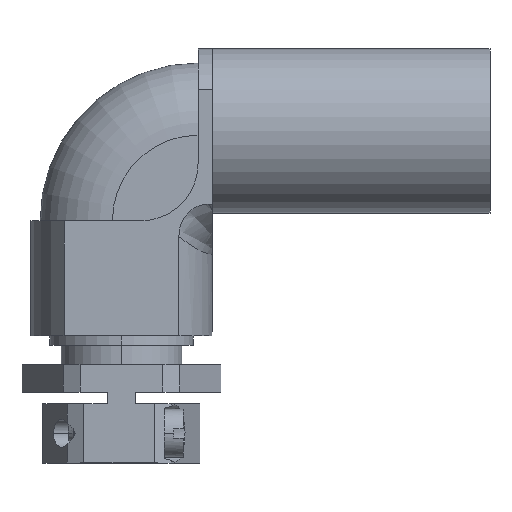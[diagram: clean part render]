
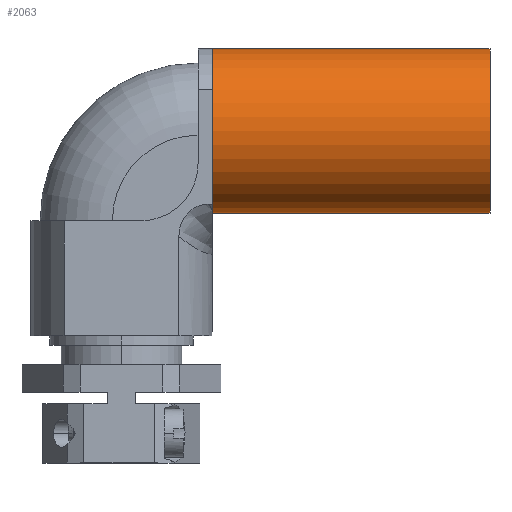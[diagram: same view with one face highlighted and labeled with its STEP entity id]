
A CAD part, top view. The second image highlights one B-rep face of the part: STEP entity #2063.
In plain terms, the highlighted cylindrical face has radius 8.6 mm (diameter 17.2 mm), a partial arc.
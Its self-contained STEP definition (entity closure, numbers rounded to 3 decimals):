
#131=CARTESIAN_POINT('',(9.5,21.4,0.));
#132=DIRECTION('',(1.,0.,0.));
#133=DIRECTION('',(0.,1.,0.));
#134=AXIS2_PLACEMENT_3D('',#131,#132,#133);
#141=CARTESIAN_POINT('',(38.5,21.4,0.));
#142=DIRECTION('',(1.,0.,0.));
#143=DIRECTION('',(0.,1.,0.));
#144=AXIS2_PLACEMENT_3D('',#141,#142,#143);
#146=DIRECTION('',(-1.,0.,0.));
#147=VECTOR('',#146,29.);
#148=CARTESIAN_POINT('',(38.5,12.8,0.));
#149=LINE('',#148,#147);
#155=DIRECTION('',(-1.,0.,0.));
#156=VECTOR('',#155,29.);
#157=CARTESIAN_POINT('',(38.5,30.,0.));
#158=LINE('',#157,#156);
#1514=CARTESIAN_POINT('',(38.5,30.,0.));
#1515=CARTESIAN_POINT('',(38.5,12.8,0.));
#1516=VERTEX_POINT('',#1514);
#1517=VERTEX_POINT('',#1515);
#1518=CARTESIAN_POINT('',(9.5,30.,0.));
#1519=CARTESIAN_POINT('',(9.5,12.8,0.));
#1520=VERTEX_POINT('',#1518);
#1521=VERTEX_POINT('',#1519);
#2049=CARTESIAN_POINT('',(8.05,21.4,0.));
#2050=DIRECTION('',(1.,0.,0.));
#2051=DIRECTION('',(0.,-1.,0.));
#2052=AXIS2_PLACEMENT_3D('',#2049,#2050,#2051);
#2053=CYLINDRICAL_SURFACE('',#2052,8.6);
#2054=ORIENTED_EDGE('',*,*,#2028,.F.);
#2056=ORIENTED_EDGE('',*,*,#2055,.F.);
#2058=ORIENTED_EDGE('',*,*,#2057,.T.);
#2060=ORIENTED_EDGE('',*,*,#2059,.T.);
#2061=EDGE_LOOP('',(#2054,#2056,#2058,#2060));
#2062=FACE_OUTER_BOUND('',#2061,.F.);
#2063=ADVANCED_FACE('',(#2062),#2053,.T.);
#135=CIRCLE('',#134,8.6);
#145=CIRCLE('',#144,8.6);
#2028=EDGE_CURVE('',#1520,#1521,#135,.T.);
#2055=EDGE_CURVE('',#1516,#1520,#158,.T.);
#2057=EDGE_CURVE('',#1516,#1517,#145,.T.);
#2059=EDGE_CURVE('',#1517,#1521,#149,.T.);
